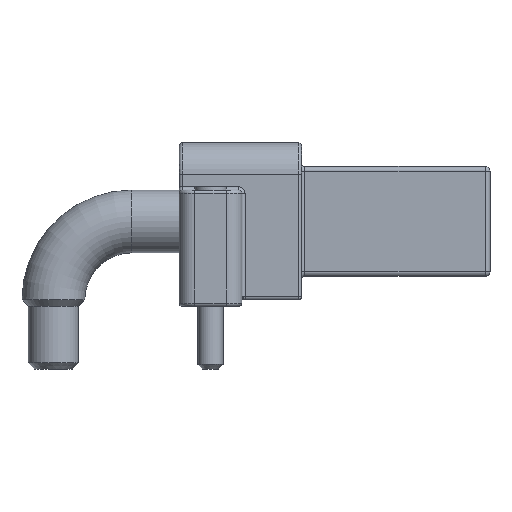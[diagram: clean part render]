
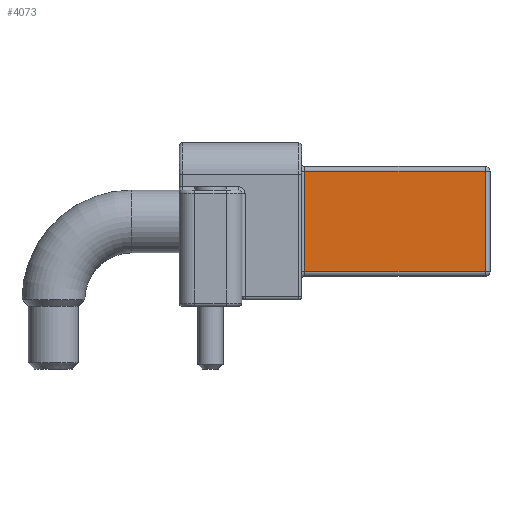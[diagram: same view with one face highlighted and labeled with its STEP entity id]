
A CAD part, left-side view. The second image highlights one B-rep face of the part: STEP entity #4073.
In plain terms, the highlighted planar face has unit normal (-1, 0, 0).
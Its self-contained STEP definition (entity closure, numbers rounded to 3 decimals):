
#113=PLANE('',#4410);
#445=LINE('',#6777,#705);
#446=LINE('',#6779,#706);
#447=LINE('',#6781,#707);
#448=LINE('',#6782,#708);
#705=VECTOR('',#5161,1.);
#706=VECTOR('',#5162,1.);
#707=VECTOR('',#5163,1.);
#708=VECTOR('',#5164,1.);
#861=FACE_OUTER_BOUND('',#1081,.T.);
#1081=EDGE_LOOP('',(#2882,#2883,#2884,#2885));
#1770=VERTEX_POINT('',#6775);
#1771=VERTEX_POINT('',#6776);
#1772=VERTEX_POINT('',#6778);
#1773=VERTEX_POINT('',#6780);
#2229=EDGE_CURVE('',#1770,#1771,#445,.T.);
#2230=EDGE_CURVE('',#1771,#1772,#446,.T.);
#2231=EDGE_CURVE('',#1772,#1773,#447,.T.);
#2232=EDGE_CURVE('',#1773,#1770,#448,.T.);
#2882=ORIENTED_EDGE('',*,*,#2229,.T.);
#2883=ORIENTED_EDGE('',*,*,#2230,.T.);
#2884=ORIENTED_EDGE('',*,*,#2231,.T.);
#2885=ORIENTED_EDGE('',*,*,#2232,.T.);
#4073=ADVANCED_FACE('',(#861),#113,.T.);
#4410=AXIS2_PLACEMENT_3D('',#6774,#5159,#5160);
#5159=DIRECTION('center_axis',(-1.,0.,0.));
#5160=DIRECTION('ref_axis',(0.,-1.,0.));
#5161=DIRECTION('',(0.,1.,0.));
#5162=DIRECTION('',(0.,0.,-1.));
#5163=DIRECTION('',(0.,-1.,0.));
#5164=DIRECTION('',(0.,0.,1.));
#6774=CARTESIAN_POINT('Origin',(-4.25,-5.4,5.2));
#6775=CARTESIAN_POINT('',(-4.25,-11.25,4.3));
#6776=CARTESIAN_POINT('',(-4.25,-5.5,4.3));
#6777=CARTESIAN_POINT('',(-4.25,-5.4,4.3));
#6778=CARTESIAN_POINT('',(-4.25,-5.5,1.1));
#6779=CARTESIAN_POINT('',(-4.25,-5.5,1.1));
#6780=CARTESIAN_POINT('',(-4.25,-11.25,1.1));
#6781=CARTESIAN_POINT('',(-4.25,-5.4,1.1));
#6782=CARTESIAN_POINT('',(-4.25,-11.25,4.45));
